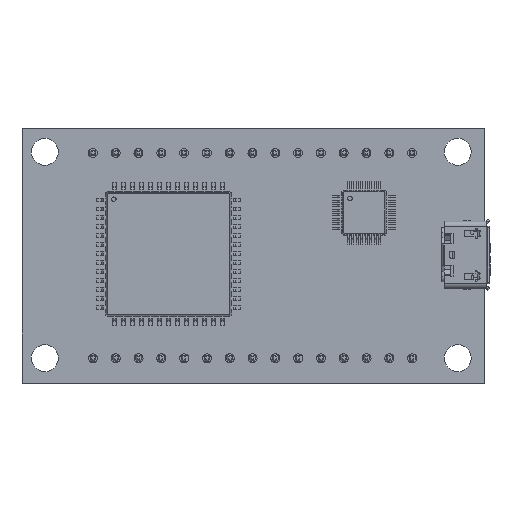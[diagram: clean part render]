
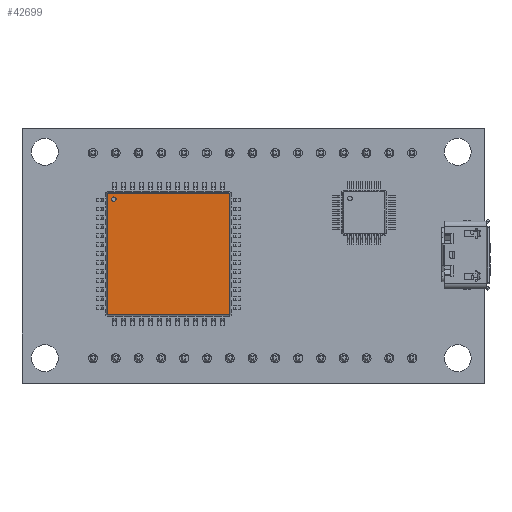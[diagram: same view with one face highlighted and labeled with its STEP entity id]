
A CAD part, top view. The second image highlights one B-rep face of the part: STEP entity #42699.
In plain terms, the highlighted planar face has unit normal (0, 0, 1).
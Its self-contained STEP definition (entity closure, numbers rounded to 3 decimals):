
#37847 = VERTEX_POINT('',#37848);
#37848 = CARTESIAN_POINT('',(-6.702,6.746,1.5));
#37865 = EDGE_CURVE('',#37847,#37866,#37868,.T.);
#37866 = VERTEX_POINT('',#37867);
#37867 = CARTESIAN_POINT('',(6.702,6.746,1.5));
#37868 = B_SPLINE_CURVE_WITH_KNOTS('',2,(#37869,#37870,#37871,#37872,
    #37873),.UNSPECIFIED.,.F.,.F.,(3,1,1,3),(-0.698,
    -0.04,13.477,14.135),.UNSPECIFIED.);
#37869 = CARTESIAN_POINT('',(-7.417,6.746,1.5));
#37870 = CARTESIAN_POINT('',(-7.088,6.746,1.5));
#37871 = CARTESIAN_POINT('',(0.,6.746,1.5));
#37872 = CARTESIAN_POINT('',(7.088,6.746,1.5));
#37873 = CARTESIAN_POINT('',(7.417,6.746,1.5));
#42613 = EDGE_CURVE('',#37866,#42614,#42616,.T.);
#42614 = VERTEX_POINT('',#42615);
#42615 = CARTESIAN_POINT('',(6.746,6.702,1.5));
#42616 = B_SPLINE_CURVE_WITH_KNOTS('',2,(#42617,#42618,#42619,#42620,
    #42621),.UNSPECIFIED.,.F.,.F.,(3,1,1,3),(-0.29,
    -0.04,0.137,0.386),.UNSPECIFIED.);
#42617 = CARTESIAN_POINT('',(6.485,6.963,1.5));
#42618 = CARTESIAN_POINT('',(6.574,6.875,1.5));
#42619 = CARTESIAN_POINT('',(6.724,6.724,1.5));
#42620 = CARTESIAN_POINT('',(6.875,6.574,1.5));
#42621 = CARTESIAN_POINT('',(6.963,6.485,1.5));
#42656 = VERTEX_POINT('',#42657);
#42657 = CARTESIAN_POINT('',(-6.746,6.702,1.5));
#42674 = EDGE_CURVE('',#42656,#37847,#42675,.T.);
#42675 = B_SPLINE_CURVE_WITH_KNOTS('',2,(#42676,#42677,#42678,#42679,
    #42680),.UNSPECIFIED.,.F.,.F.,(3,1,1,3),(-0.29,
    -0.04,0.137,0.386),.UNSPECIFIED.);
#42676 = CARTESIAN_POINT('',(-6.963,6.485,1.5));
#42677 = CARTESIAN_POINT('',(-6.875,6.574,1.5));
#42678 = CARTESIAN_POINT('',(-6.724,6.724,1.5));
#42679 = CARTESIAN_POINT('',(-6.574,6.875,1.5));
#42680 = CARTESIAN_POINT('',(-6.485,6.963,1.5));
#42699 = ADVANCED_FACE('',(#42700,#42753),#42764,.T.);
#42700 = FACE_BOUND('',#42701,.T.);
#42701 = EDGE_LOOP('',(#42702,#42703,#42704,#42705,#42715,#42725,#42735,
    #42745));
#42702 = ORIENTED_EDGE('',*,*,#42613,.F.);
#42703 = ORIENTED_EDGE('',*,*,#37865,.F.);
#42704 = ORIENTED_EDGE('',*,*,#42674,.F.);
#42705 = ORIENTED_EDGE('',*,*,#42706,.F.);
#42706 = EDGE_CURVE('',#42707,#42656,#42709,.T.);
#42707 = VERTEX_POINT('',#42708);
#42708 = CARTESIAN_POINT('',(-6.746,-6.702,1.5));
#42709 = B_SPLINE_CURVE_WITH_KNOTS('',2,(#42710,#42711,#42712,#42713,
    #42714),.UNSPECIFIED.,.F.,.F.,(3,1,1,3),(-0.698,
    -0.04,13.477,14.135),.UNSPECIFIED.);
#42710 = CARTESIAN_POINT('',(-6.746,-7.417,1.5));
#42711 = CARTESIAN_POINT('',(-6.746,-7.088,1.5));
#42712 = CARTESIAN_POINT('',(-6.746,0.,1.5));
#42713 = CARTESIAN_POINT('',(-6.746,7.088,1.5));
#42714 = CARTESIAN_POINT('',(-6.746,7.417,1.5));
#42715 = ORIENTED_EDGE('',*,*,#42716,.F.);
#42716 = EDGE_CURVE('',#42717,#42707,#42719,.T.);
#42717 = VERTEX_POINT('',#42718);
#42718 = CARTESIAN_POINT('',(-6.702,-6.746,1.5));
#42719 = B_SPLINE_CURVE_WITH_KNOTS('',2,(#42720,#42721,#42722,#42723,
    #42724),.UNSPECIFIED.,.F.,.F.,(3,1,1,3),(-0.29,
    -0.04,0.137,0.386),.UNSPECIFIED.);
#42720 = CARTESIAN_POINT('',(-6.485,-6.963,1.5));
#42721 = CARTESIAN_POINT('',(-6.574,-6.875,1.5));
#42722 = CARTESIAN_POINT('',(-6.724,-6.724,1.5));
#42723 = CARTESIAN_POINT('',(-6.875,-6.574,1.5));
#42724 = CARTESIAN_POINT('',(-6.963,-6.485,1.5));
#42725 = ORIENTED_EDGE('',*,*,#42726,.F.);
#42726 = EDGE_CURVE('',#42727,#42717,#42729,.T.);
#42727 = VERTEX_POINT('',#42728);
#42728 = CARTESIAN_POINT('',(6.702,-6.746,1.5));
#42729 = B_SPLINE_CURVE_WITH_KNOTS('',2,(#42730,#42731,#42732,#42733,
    #42734),.UNSPECIFIED.,.F.,.F.,(3,1,1,3),(-0.698,
    -0.04,13.477,14.135),.UNSPECIFIED.);
#42730 = CARTESIAN_POINT('',(7.417,-6.746,1.5));
#42731 = CARTESIAN_POINT('',(7.088,-6.746,1.5));
#42732 = CARTESIAN_POINT('',(0.,-6.746,1.5));
#42733 = CARTESIAN_POINT('',(-7.088,-6.746,1.5));
#42734 = CARTESIAN_POINT('',(-7.417,-6.746,1.5));
#42735 = ORIENTED_EDGE('',*,*,#42736,.F.);
#42736 = EDGE_CURVE('',#42737,#42727,#42739,.T.);
#42737 = VERTEX_POINT('',#42738);
#42738 = CARTESIAN_POINT('',(6.746,-6.702,1.5));
#42739 = B_SPLINE_CURVE_WITH_KNOTS('',2,(#42740,#42741,#42742,#42743,
    #42744),.UNSPECIFIED.,.F.,.F.,(3,1,1,3),(-0.29,
    -0.04,0.137,0.386),.UNSPECIFIED.);
#42740 = CARTESIAN_POINT('',(6.963,-6.485,1.5));
#42741 = CARTESIAN_POINT('',(6.875,-6.574,1.5));
#42742 = CARTESIAN_POINT('',(6.724,-6.724,1.5));
#42743 = CARTESIAN_POINT('',(6.574,-6.875,1.5));
#42744 = CARTESIAN_POINT('',(6.485,-6.963,1.5));
#42745 = ORIENTED_EDGE('',*,*,#42746,.F.);
#42746 = EDGE_CURVE('',#42614,#42737,#42747,.T.);
#42747 = B_SPLINE_CURVE_WITH_KNOTS('',2,(#42748,#42749,#42750,#42751,
    #42752),.UNSPECIFIED.,.F.,.F.,(3,1,1,3),(-0.698,
    -0.04,13.477,14.135),.UNSPECIFIED.);
#42748 = CARTESIAN_POINT('',(6.746,7.417,1.5));
#42749 = CARTESIAN_POINT('',(6.746,7.088,1.5));
#42750 = CARTESIAN_POINT('',(6.746,0.,1.5));
#42751 = CARTESIAN_POINT('',(6.746,-7.088,1.5));
#42752 = CARTESIAN_POINT('',(6.746,-7.417,1.5));
#42753 = FACE_BOUND('',#42754,.T.);
#42754 = EDGE_LOOP('',(#42755));
#42755 = ORIENTED_EDGE('',*,*,#42756,.F.);
#42756 = EDGE_CURVE('',#42757,#42757,#42759,.T.);
#42757 = VERTEX_POINT('',#42758);
#42758 = CARTESIAN_POINT('',(-6.087,5.837,1.5));
#42759 = CIRCLE('',#42760,0.25);
#42760 = AXIS2_PLACEMENT_3D('',#42761,#42762,#42763);
#42761 = CARTESIAN_POINT('',(-6.087,6.087,1.5));
#42762 = DIRECTION('',(0.,0.,1.));
#42763 = DIRECTION('',(0.,-1.,0.));
#42764 = PLANE('',#42765);
#42765 = AXIS2_PLACEMENT_3D('',#42766,#42767,#42768);
#42766 = CARTESIAN_POINT('',(-6.718,6.787,1.5));
#42767 = DIRECTION('',(0.,0.,1.));
#42768 = DIRECTION('',(0.704,-0.711,0.));
